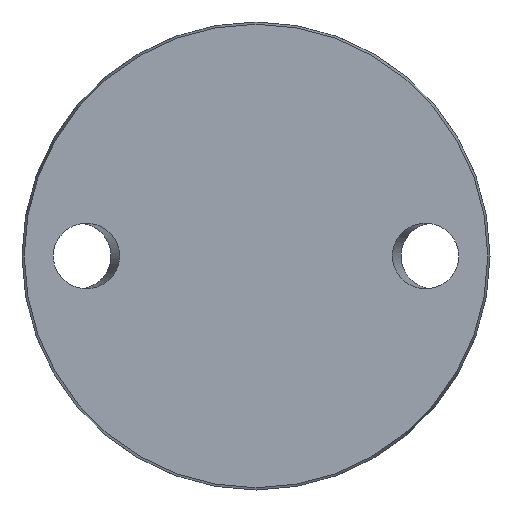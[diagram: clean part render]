
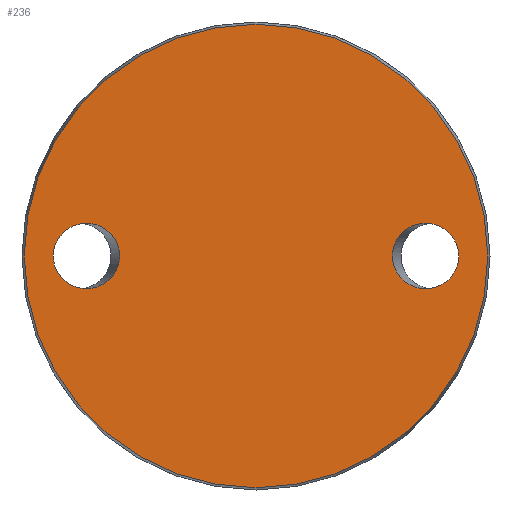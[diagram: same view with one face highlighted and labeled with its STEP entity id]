
A CAD part, front view. The second image highlights one B-rep face of the part: STEP entity #236.
In plain terms, the highlighted planar face has unit normal (0, -1, 0).
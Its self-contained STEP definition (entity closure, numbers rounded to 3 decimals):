
#1 = EDGE_LOOP ( 'NONE', ( #604 ) ) ;
#126 = EDGE_CURVE ( 'NONE', #382, #382, #405, .T. ) ;
#130 = DIRECTION ( 'NONE',  ( 0., -1., 0. ) ) ;
#150 = AXIS2_PLACEMENT_3D ( 'NONE', #736, #130, #279 ) ;
#163 = AXIS2_PLACEMENT_3D ( 'NONE', #978, #508, #830 ) ;
#173 = CARTESIAN_POINT ( 'NONE',  ( -51.115, 0., 16.5 ) ) ;
#181 = ORIENTED_EDGE ( 'NONE', *, *, #126, .T. ) ;
#184 = CARTESIAN_POINT ( 'NONE',  ( -34.385, 0., 16.5 ) ) ;
#189 = CARTESIAN_POINT ( 'NONE',  ( -51.115, 0., 0. ) ) ;
#201 = CARTESIAN_POINT ( 'NONE',  ( 34.385, 0., -16.5 ) ) ;
#214 = FACE_BOUND ( 'NONE', #536, .T. ) ;
#232 = CARTESIAN_POINT ( 'NONE',  ( 0., 0., -58.425 ) ) ;
#236 = ADVANCED_FACE ( 'NONE', ( #214, #665, #902 ), #986, .F. ) ;
#238 = CIRCLE ( 'NONE', #150, 58.425 ) ;
#262 = EDGE_CURVE ( 'NONE', #855, #855, #238, .T. ) ;
#279 = DIRECTION ( 'NONE',  ( 0., 0., -1. ) ) ;
#348 = CARTESIAN_POINT ( 'NONE',  ( 34.385, 0., 0. ) ) ;
#353 = CARTESIAN_POINT ( 'NONE',  ( 51.115, 0., 0. ) ) ;
#367 = CARTESIAN_POINT ( 'NONE',  ( 34.385, 0., 16.5 ) ) ;
#382 = VERTEX_POINT ( 'NONE', #765 ) ;
#404 = ORIENTED_EDGE ( 'NONE', *, *, #611, .F. ) ;
#405 =( BOUNDED_CURVE ( )  B_SPLINE_CURVE ( 3, ( #189, #173, #184, #882, #942, #495, #791 ),
 .UNSPECIFIED., .T., .F. ) 
 B_SPLINE_CURVE_WITH_KNOTS ( ( 4, 3, 4 ),
 ( 0., 3.142, 6.283 ),
 .UNSPECIFIED. ) 
 CURVE ( )  GEOMETRIC_REPRESENTATION_ITEM ( )  RATIONAL_B_SPLINE_CURVE ( ( 1., 0.333, 0.333, 1., 0.333, 0.333, 1. ) ) 
 REPRESENTATION_ITEM ( '' )  );
#495 = CARTESIAN_POINT ( 'NONE',  ( -51.115, 0., -16.5 ) ) ;
#508 = DIRECTION ( 'NONE',  ( 0., 1., 0. ) ) ;
#536 = EDGE_LOOP ( 'NONE', ( #181 ) ) ;
#541 = EDGE_LOOP ( 'NONE', ( #404 ) ) ;
#604 = ORIENTED_EDGE ( 'NONE', *, *, #262, .T. ) ;
#611 = EDGE_CURVE ( 'NONE', #770, #770, #858, .T. ) ;
#633 = CARTESIAN_POINT ( 'NONE',  ( 34.385, 0., 0. ) ) ;
#665 = FACE_BOUND ( 'NONE', #541, .T. ) ;
#668 = CARTESIAN_POINT ( 'NONE',  ( 51.115, 0., 16.5 ) ) ;
#736 = CARTESIAN_POINT ( 'NONE',  ( 0., 0., 0. ) ) ;
#740 = CARTESIAN_POINT ( 'NONE',  ( 51.115, 0., -16.5 ) ) ;
#765 = CARTESIAN_POINT ( 'NONE',  ( -51.115, 0., 0. ) ) ;
#770 = VERTEX_POINT ( 'NONE', #633 ) ;
#791 = CARTESIAN_POINT ( 'NONE',  ( -51.115, 0., 0. ) ) ;
#830 = DIRECTION ( 'NONE',  ( 0., 0., 1. ) ) ;
#855 = VERTEX_POINT ( 'NONE', #232 ) ;
#858 =( BOUNDED_CURVE ( )  B_SPLINE_CURVE ( 3, ( #890, #201, #740, #353, #668, #367, #348 ),
 .UNSPECIFIED., .T., .F. ) 
 B_SPLINE_CURVE_WITH_KNOTS ( ( 4, 3, 4 ),
 ( 0., 3.142, 6.283 ),
 .UNSPECIFIED. ) 
 CURVE ( )  GEOMETRIC_REPRESENTATION_ITEM ( )  RATIONAL_B_SPLINE_CURVE ( ( 1., 0.333, 0.333, 1., 0.333, 0.333, 1. ) ) 
 REPRESENTATION_ITEM ( '' )  );
#882 = CARTESIAN_POINT ( 'NONE',  ( -34.385, 0., 0. ) ) ;
#890 = CARTESIAN_POINT ( 'NONE',  ( 34.385, 0., 0. ) ) ;
#902 = FACE_OUTER_BOUND ( 'NONE', #1, .T. ) ;
#942 = CARTESIAN_POINT ( 'NONE',  ( -34.385, 0., -16.5 ) ) ;
#978 = CARTESIAN_POINT ( 'NONE',  ( -58.425, 0., 0. ) ) ;
#986 = PLANE ( 'NONE',  #163 ) ;
